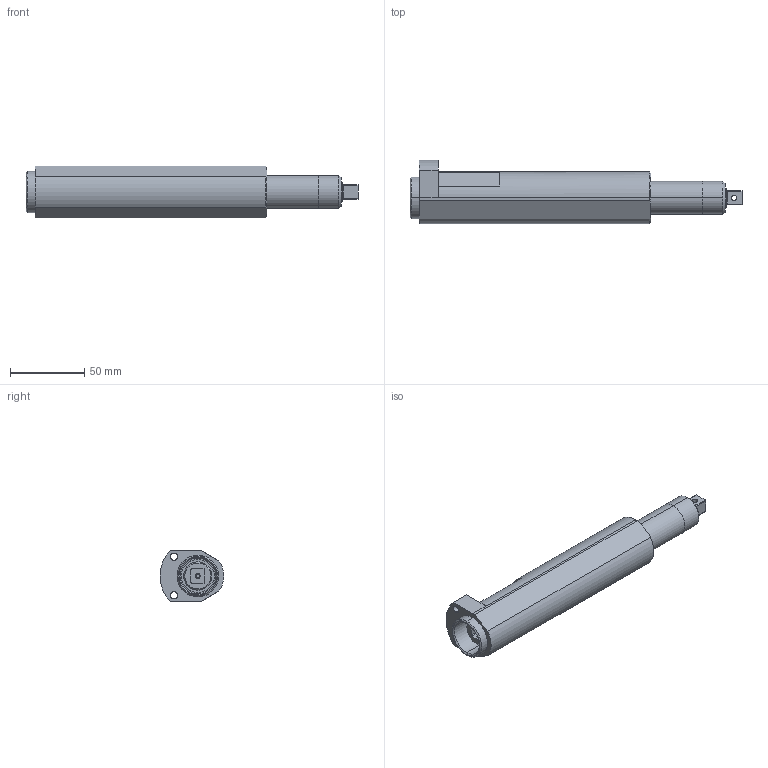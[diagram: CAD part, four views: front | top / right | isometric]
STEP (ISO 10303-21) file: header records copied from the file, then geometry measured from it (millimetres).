
FILE_DESCRIPTION (( 'STEP AP203' ), '1' );
FILE_NAME ('OA-3S1-2-38-38.STEP', '2016-01-11T14:45:31', ( '' ), ( '' ), 'SwSTEP 2.0', 'SolidWorks 2016', '' );
FILE_SCHEMA (( 'CONFIG_CONTROL_DESIGN' ));
Length unit declared in the file: inch
Products named in the file (7): R-3-88-5.78-20-1; SA-327; OA-3S1-2-38-38; SA-366H; S-88-474-20-56; N-3-88-.62-1; .125 x 3.0 LG.
Assembly tree (6 placements, depth 3):
  OA-3S1-2-38-38
    SA-366H
    R-3-88-5.78-20-1
      S-88-474-20-56
      N-3-88-.62-1
      .125 x 3.0 LG.
    SA-327
Bounding box: 223.39 x 42.77 x 34.92 mm (x, y, z)
Volume: 127342.9 mm3; surface area: 76683.1 mm2
Topology: 8 solids, 8 shells, 176 faces, 390 edges, 244 vertices
Faces by surface type: cylinder 81, plane 53, cone 36, torus 6
Entity records: 5851 total; most frequent: CARTESIAN_POINT 1008, DIRECTION 954, ORIENTED_EDGE 780, AXIS2_PLACEMENT_3D 394, EDGE_CURVE 390, VERTEX_POINT 244, EDGE_LOOP 212, CIRCLE 208
